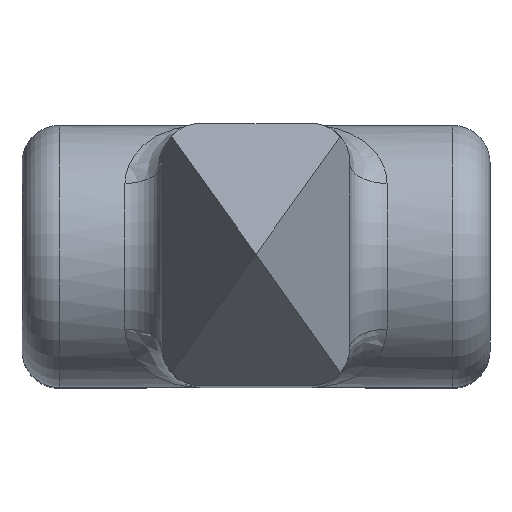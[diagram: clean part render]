
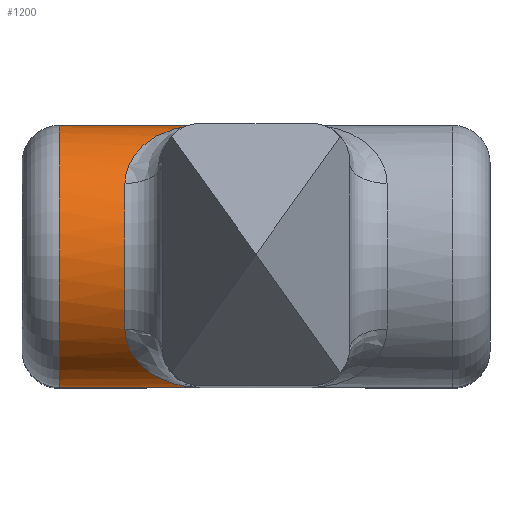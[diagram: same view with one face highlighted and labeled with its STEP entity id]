
A CAD part, top view. The second image highlights one B-rep face of the part: STEP entity #1200.
In plain terms, the highlighted cylindrical face has radius 70 mm (diameter 140 mm), a partial arc.
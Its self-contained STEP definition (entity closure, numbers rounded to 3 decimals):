
#26=B_SPLINE_CURVE_WITH_KNOTS('',3,(#2071,#2072,#2073,#2074,#2075,#2076,
#2077,#2078,#2079,#2080,#2081,#2082),.UNSPECIFIED.,.F.,.F.,(4,2,1,1,1,1,
1,1,4),(-0.005,0.,1.962,3.923,5.885,
6.866,7.847,8.827,9.808),
 .UNSPECIFIED.);
#27=B_SPLINE_CURVE_WITH_KNOTS('',3,(#2174,#2175,#2176,#2177,#2178,#2179,
#2180,#2181,#2182,#2183,#2184,#2185),.UNSPECIFIED.,.F.,.F.,(4,1,1,1,1,1,
1,2,4),(0.,1.962,3.923,5.885,
6.866,7.847,8.827,9.808,9.813),
 .UNSPECIFIED.);
#124=FACE_OUTER_BOUND('',#209,.T.);
#209=EDGE_LOOP('',(#906,#907,#908,#909,#910,#911));
#289=LINE('',#2200,#361);
#290=LINE('',#2203,#362);
#361=VECTOR('',#1604,10.);
#362=VECTOR('',#1607,10.);
#446=CIRCLE('',#1335,70.);
#447=CIRCLE('',#1337,70.);
#531=VERTEX_POINT('',#2055);
#533=VERTEX_POINT('',#2058);
#534=VERTEX_POINT('',#2084);
#536=VERTEX_POINT('',#2173);
#537=VERTEX_POINT('',#2199);
#538=VERTEX_POINT('',#2201);
#662=EDGE_CURVE('',#533,#531,#26,.T.);
#665=EDGE_CURVE('',#531,#534,#446,.T.);
#666=EDGE_CURVE('',#534,#536,#27,.T.);
#668=EDGE_CURVE('',#533,#537,#289,.T.);
#669=EDGE_CURVE('',#538,#537,#447,.T.);
#670=EDGE_CURVE('',#536,#538,#290,.T.);
#906=ORIENTED_EDGE('',*,*,#666,.F.);
#907=ORIENTED_EDGE('',*,*,#665,.F.);
#908=ORIENTED_EDGE('',*,*,#662,.F.);
#909=ORIENTED_EDGE('',*,*,#668,.T.);
#910=ORIENTED_EDGE('',*,*,#669,.F.);
#911=ORIENTED_EDGE('',*,*,#670,.F.);
#1146=CYLINDRICAL_SURFACE('',#1336,70.);
#1200=ADVANCED_FACE('',(#124),#1146,.T.);
#1335=AXIS2_PLACEMENT_3D('',#2088,#1600,#1601);
#1336=AXIS2_PLACEMENT_3D('',#2198,#1602,#1603);
#1337=AXIS2_PLACEMENT_3D('',#2202,#1605,#1606);
#1600=DIRECTION('center_axis',(1.,0.,0.));
#1601=DIRECTION('ref_axis',(0.,0.,1.));
#1602=DIRECTION('center_axis',(1.,0.,0.));
#1603=DIRECTION('ref_axis',(0.,1.,0.));
#1604=DIRECTION('',(-1.,0.,0.));
#1605=DIRECTION('center_axis',(-1.,0.,0.));
#1606=DIRECTION('ref_axis',(0.,0.,1.));
#1607=DIRECTION('',(-1.,0.,0.));
#2055=CARTESIAN_POINT('',(-70.,688.889,1358.204));
#2058=CARTESIAN_POINT('',(-30.,720.,1300.));
#2071=CARTESIAN_POINT('Ctrl Pts',(-30.,720.,1300.));
#2072=CARTESIAN_POINT('Ctrl Pts',(-30.009,720.,1300.011));
#2073=CARTESIAN_POINT('Ctrl Pts',(-30.018,720.,1300.021));
#2074=CARTESIAN_POINT('Ctrl Pts',(-33.656,719.998,1304.265));
#2075=CARTESIAN_POINT('Ctrl Pts',(-40.924,719.229,1312.744));
#2076=CARTESIAN_POINT('Ctrl Pts',(-51.334,715.714,1325.294));
#2077=CARTESIAN_POINT('Ctrl Pts',(-59.068,710.698,1335.406));
#2078=CARTESIAN_POINT('Ctrl Pts',(-64.21,705.285,1343.135));
#2079=CARTESIAN_POINT('Ctrl Pts',(-67.311,700.539,1348.618));
#2080=CARTESIAN_POINT('Ctrl Pts',(-69.446,695.076,1353.734));
#2081=CARTESIAN_POINT('Ctrl Pts',(-70.,691.003,1356.791));
#2082=CARTESIAN_POINT('Ctrl Pts',(-70.,688.889,1358.204));
#2084=CARTESIAN_POINT('',(-70.,611.111,1358.204));
#2088=CARTESIAN_POINT('Origin',(-70.,650.,1300.));
#2173=CARTESIAN_POINT('',(-30.,580.,1300.));
#2174=CARTESIAN_POINT('Ctrl Pts',(-70.,611.111,1358.204));
#2175=CARTESIAN_POINT('Ctrl Pts',(-70.,606.882,1355.378));
#2176=CARTESIAN_POINT('Ctrl Pts',(-67.8,599.101,1348.816));
#2177=CARTESIAN_POINT('Ctrl Pts',(-60.616,590.312,1337.435));
#2178=CARTESIAN_POINT('Ctrl Pts',(-52.882,585.288,1327.317));
#2179=CARTESIAN_POINT('Ctrl Pts',(-46.121,582.526,1319.01));
#2180=CARTESIAN_POINT('Ctrl Pts',(-40.865,581.067,1312.726));
#2181=CARTESIAN_POINT('Ctrl Pts',(-35.475,580.195,1306.387));
#2182=CARTESIAN_POINT('Ctrl Pts',(-31.841,580.001,1302.147));
#2183=CARTESIAN_POINT('Ctrl Pts',(-30.018,580.,1300.021));
#2184=CARTESIAN_POINT('Ctrl Pts',(-30.009,580.,1300.011));
#2185=CARTESIAN_POINT('Ctrl Pts',(-30.,580.,1300.));
#2198=CARTESIAN_POINT('Origin',(-50.,650.,1300.));
#2199=CARTESIAN_POINT('',(-105.,720.,1300.));
#2200=CARTESIAN_POINT('',(-50.,720.,1300.));
#2201=CARTESIAN_POINT('',(-105.,580.,1300.));
#2202=CARTESIAN_POINT('Origin',(-105.,650.,1300.));
#2203=CARTESIAN_POINT('',(-50.,580.,1300.));
